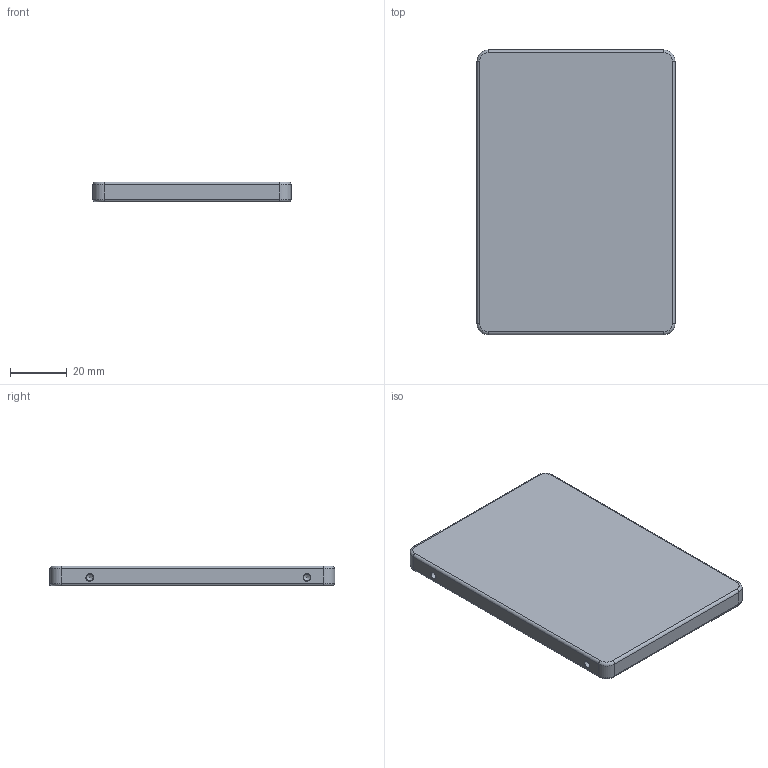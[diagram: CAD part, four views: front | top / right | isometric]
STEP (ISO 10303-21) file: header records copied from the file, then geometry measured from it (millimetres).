
FILE_DESCRIPTION(/* description */ (''),/* implementation_level */ '2;1');
FILE_NAME(/* name */ 'DES25-A28D08BW3QC.stp',/* time_stamp */ '2022-12-07T11:43:12+03:00',/* author */ ('is.basalaev'),/* organization */ (''),/* preprocessor_version */ 'ST-DEVELOPER v18.1',/* originating_system */ 'Autodesk Inventor 2022',/* authorisation */ '');
FILE_SCHEMA (('AUTOMOTIVE_DESIGN { 1 0 10303 214 3 1 1 }'));
Length unit declared in the file: millimetre
Products named in the file (1): Накопитель твердотельный 
DES25-A28D08BW3QC
Bounding box: 69.85 x 100.75 x 7 mm (x, y, z)
Volume: 47887.3 mm3; surface area: 18268.3 mm2
Topology: 2 solids, 5 shells, 393 faces, 968 edges, 590 vertices
Faces by surface type: plane 211, cylinder 113, torus 42, cone 19, sphere 8
Full cylindrical faces by diameter (mm): 1.567 x3, 2.459 x16
Entity records: 11655 total; most frequent: DIRECTION 2037, CARTESIAN_POINT 1933, ORIENTED_EDGE 1898, EDGE_CURVE 949, AXIS2_PLACEMENT_3D 694, LINE 649, VECTOR 649, VERTEX_POINT 590
